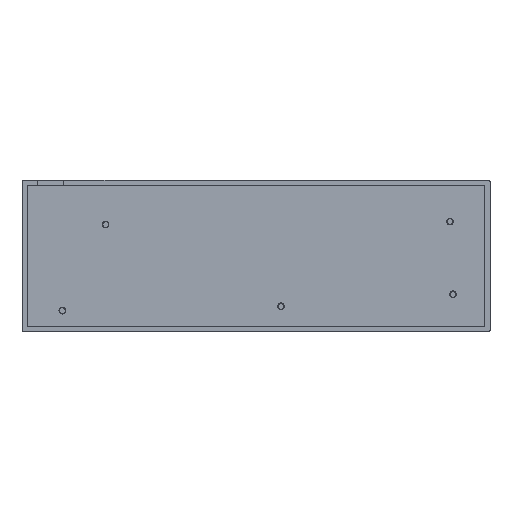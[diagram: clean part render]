
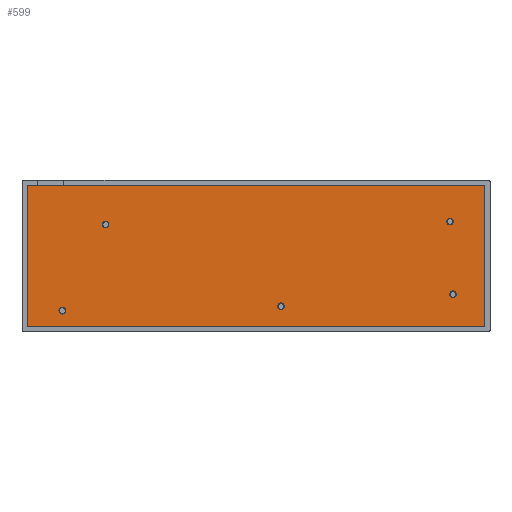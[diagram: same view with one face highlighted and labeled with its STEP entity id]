
A CAD part, top view. The second image highlights one B-rep face of the part: STEP entity #599.
In plain terms, the highlighted planar face has unit normal (0, 0, 1).
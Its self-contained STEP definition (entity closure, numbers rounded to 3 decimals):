
#24=FACE_BOUND('',#94,.T.);
#25=FACE_BOUND('',#95,.T.);
#26=FACE_BOUND('',#96,.T.);
#27=FACE_BOUND('',#97,.T.);
#28=FACE_BOUND('',#98,.T.);
#30=PLANE('',#653);
#55=FACE_OUTER_BOUND('',#93,.T.);
#93=EDGE_LOOP('',(#427,#428,#429,#430));
#94=EDGE_LOOP('',(#431));
#95=EDGE_LOOP('',(#432));
#96=EDGE_LOOP('',(#433));
#97=EDGE_LOOP('',(#434));
#98=EDGE_LOOP('',(#435));
#137=LINE('',#907,#199);
#138=LINE('',#909,#200);
#139=LINE('',#911,#201);
#140=LINE('',#912,#202);
#199=VECTOR('',#722,10.);
#200=VECTOR('',#723,10.);
#201=VECTOR('',#724,10.);
#202=VECTOR('',#725,10.);
#260=CIRCLE('',#651,2.5);
#262=CIRCLE('',#654,2.5);
#263=CIRCLE('',#655,2.5);
#264=CIRCLE('',#656,2.5);
#265=CIRCLE('',#657,2.5);
#283=VERTEX_POINT('',#899);
#285=VERTEX_POINT('',#905);
#286=VERTEX_POINT('',#906);
#287=VERTEX_POINT('',#908);
#288=VERTEX_POINT('',#910);
#289=VERTEX_POINT('',#913);
#290=VERTEX_POINT('',#915);
#291=VERTEX_POINT('',#917);
#292=VERTEX_POINT('',#919);
#338=EDGE_CURVE('',#283,#283,#260,.T.);
#341=EDGE_CURVE('',#285,#286,#137,.T.);
#342=EDGE_CURVE('',#286,#287,#138,.T.);
#343=EDGE_CURVE('',#287,#288,#139,.T.);
#344=EDGE_CURVE('',#288,#285,#140,.T.);
#345=EDGE_CURVE('',#289,#289,#262,.T.);
#346=EDGE_CURVE('',#290,#290,#263,.T.);
#347=EDGE_CURVE('',#291,#291,#264,.T.);
#348=EDGE_CURVE('',#292,#292,#265,.T.);
#427=ORIENTED_EDGE('',*,*,#341,.T.);
#428=ORIENTED_EDGE('',*,*,#342,.T.);
#429=ORIENTED_EDGE('',*,*,#343,.T.);
#430=ORIENTED_EDGE('',*,*,#344,.T.);
#431=ORIENTED_EDGE('',*,*,#345,.F.);
#432=ORIENTED_EDGE('',*,*,#346,.F.);
#433=ORIENTED_EDGE('',*,*,#347,.F.);
#434=ORIENTED_EDGE('',*,*,#348,.F.);
#435=ORIENTED_EDGE('',*,*,#338,.F.);
#599=ADVANCED_FACE('',(#55,#24,#25,#26,#27,#28),#30,.T.);
#651=AXIS2_PLACEMENT_3D('',#900,#715,#716);
#653=AXIS2_PLACEMENT_3D('',#904,#720,#721);
#654=AXIS2_PLACEMENT_3D('',#914,#726,#727);
#655=AXIS2_PLACEMENT_3D('',#916,#728,#729);
#656=AXIS2_PLACEMENT_3D('',#918,#730,#731);
#657=AXIS2_PLACEMENT_3D('',#920,#732,#733);
#715=DIRECTION('center_axis',(0.,0.,1.));
#716=DIRECTION('ref_axis',(-1.,0.,0.));
#720=DIRECTION('center_axis',(0.,0.,1.));
#721=DIRECTION('ref_axis',(1.,0.,0.));
#722=DIRECTION('',(1.,0.,0.));
#723=DIRECTION('',(0.,1.,0.));
#724=DIRECTION('',(-1.,0.,0.));
#725=DIRECTION('',(0.,-1.,0.));
#726=DIRECTION('center_axis',(0.,0.,1.));
#727=DIRECTION('ref_axis',(-1.,0.,0.));
#728=DIRECTION('center_axis',(0.,0.,1.));
#729=DIRECTION('ref_axis',(-1.,0.,0.));
#730=DIRECTION('center_axis',(0.,0.,1.));
#731=DIRECTION('ref_axis',(-1.,0.,0.));
#732=DIRECTION('center_axis',(0.,0.,1.));
#733=DIRECTION('ref_axis',(-1.,0.,0.));
#899=CARTESIAN_POINT('',(246.329,-38.876,5.));
#900=CARTESIAN_POINT('Origin',(243.829,-38.876,5.));
#904=CARTESIAN_POINT('Origin',(97.349,-10.406,5.));
#905=CARTESIAN_POINT('',(-72.651,-62.906,5.));
#906=CARTESIAN_POINT('',(267.349,-62.906,5.));
#907=CARTESIAN_POINT('',(267.349,-62.906,5.));
#908=CARTESIAN_POINT('',(267.349,42.094,5.));
#909=CARTESIAN_POINT('',(267.349,42.094,5.));
#910=CARTESIAN_POINT('',(-72.651,42.094,5.));
#911=CARTESIAN_POINT('',(-72.651,42.094,5.));
#912=CARTESIAN_POINT('',(-72.651,-62.906,5.));
#913=CARTESIAN_POINT('',(244.049,15.194,5.));
#914=CARTESIAN_POINT('Origin',(241.549,15.194,5.));
#915=CARTESIAN_POINT('',(-44.141,-51.046,5.));
#916=CARTESIAN_POINT('Origin',(-46.641,-51.046,5.));
#917=CARTESIAN_POINT('',(-12.,13.,5.));
#918=CARTESIAN_POINT('Origin',(-14.5,13.,5.));
#919=CARTESIAN_POINT('',(118.429,-47.806,5.));
#920=CARTESIAN_POINT('Origin',(115.929,-47.806,5.));
